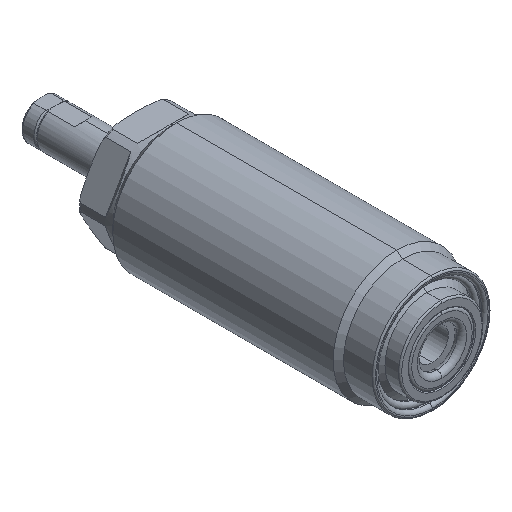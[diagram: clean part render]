
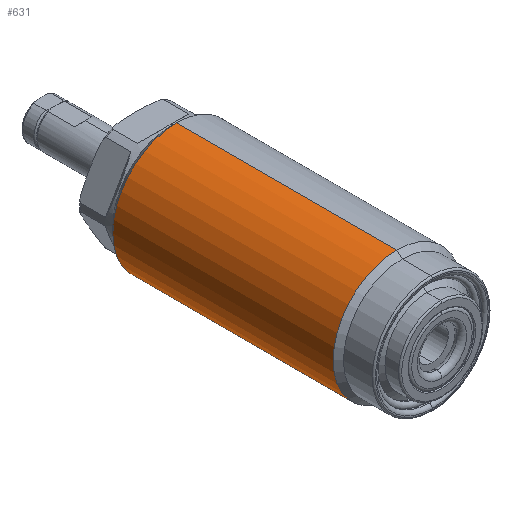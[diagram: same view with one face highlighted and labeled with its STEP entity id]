
A CAD part, isometric view. The second image highlights one B-rep face of the part: STEP entity #631.
In plain terms, the highlighted cylindrical face has radius 8 mm (diameter 16 mm), a partial arc.
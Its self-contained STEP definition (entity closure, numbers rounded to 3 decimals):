
#306=CYLINDRICAL_SURFACE('',#2792,8.);
#371=LINE('',#4259,#475);
#372=LINE('',#4260,#476);
#475=VECTOR('',#3285,1.);
#476=VECTOR('',#3286,1.);
#631=ADVANCED_FACE('',(#834),#306,.T.);
#834=FACE_OUTER_BOUND('',#994,.T.);
#994=EDGE_LOOP('',(#1502,#1503,#1504,#1505));
#1502=ORIENTED_EDGE('',*,*,#2146,.F.);
#1503=ORIENTED_EDGE('',*,*,#2233,.T.);
#1504=ORIENTED_EDGE('',*,*,#2147,.T.);
#1505=ORIENTED_EDGE('',*,*,#2234,.F.);
#1883=VERTEX_POINT('',#4251);
#1884=VERTEX_POINT('',#4253);
#1885=VERTEX_POINT('',#4257);
#1886=VERTEX_POINT('',#4258);
#2146=EDGE_CURVE('',#1886,#1884,#371,.T.);
#2147=EDGE_CURVE('',#1885,#1883,#372,.T.);
#2233=EDGE_CURVE('',#1886,#1885,#2483,.T.);
#2234=EDGE_CURVE('',#1884,#1883,#2484,.T.);
#2483=CIRCLE('',#2789,8.);
#2484=CIRCLE('',#2791,8.);
#2789=AXIS2_PLACEMENT_3D('',#4600,#3503,#3504);
#2791=AXIS2_PLACEMENT_3D('',#4602,#3507,#3508);
#2792=AXIS2_PLACEMENT_3D('',#4603,#3509,#3510);
#3285=DIRECTION('',(0.,1.,0.));
#3286=DIRECTION('',(0.,1.,0.));
#3503=DIRECTION('',(0.,1.,0.));
#3504=DIRECTION('',(0.,0.,1.));
#3507=DIRECTION('',(0.,1.,0.));
#3508=DIRECTION('',(0.,0.,1.));
#3509=DIRECTION('',(0.,1.,0.));
#3510=DIRECTION('',(0.,0.,-1.));
#4251=CARTESIAN_POINT('',(0.,35.4,8.));
#4253=CARTESIAN_POINT('',(0.,35.4,-8.));
#4257=CARTESIAN_POINT('',(0.,7.75,8.));
#4258=CARTESIAN_POINT('',(0.,7.75,-8.));
#4259=CARTESIAN_POINT('',(0.,52.85,-8.));
#4260=CARTESIAN_POINT('',(0.,52.85,8.));
#4600=CARTESIAN_POINT('',(0.,7.75,0.));
#4602=CARTESIAN_POINT('',(0.,35.4,0.));
#4603=CARTESIAN_POINT('',(0.,52.85,0.));
